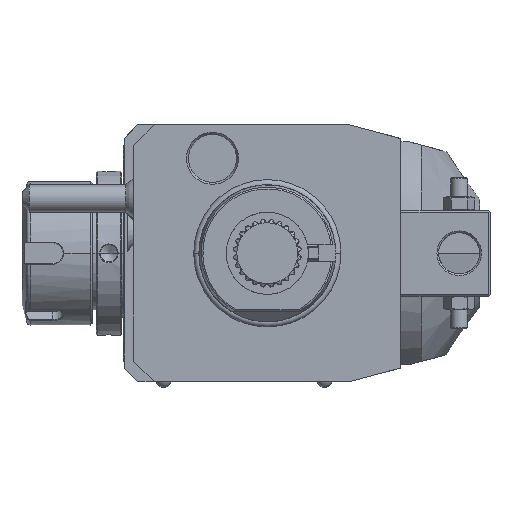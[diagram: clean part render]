
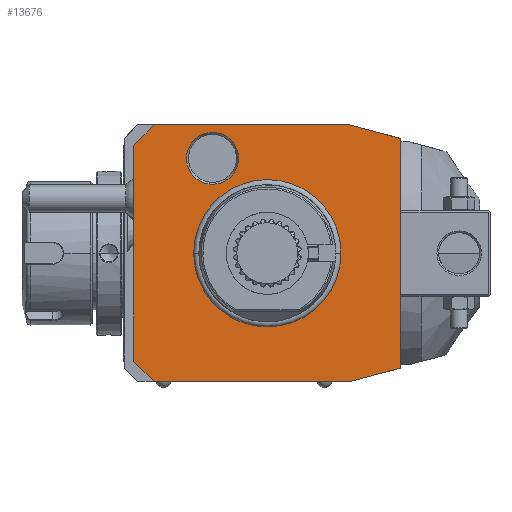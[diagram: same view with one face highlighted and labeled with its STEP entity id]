
A CAD part, front view. The second image highlights one B-rep face of the part: STEP entity #13676.
In plain terms, the highlighted planar face has unit normal (0, -1, 0).
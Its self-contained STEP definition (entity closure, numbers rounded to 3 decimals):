
#1=DIRECTION('',(-0.966,0.,0.259));
#2=VECTOR('',#1,15.529);
#3=CARTESIAN_POINT('',(39.,0.,33.481));
#4=LINE('',#3,#2);
#5=DIRECTION('',(0.,0.,1.));
#6=VECTOR('',#5,66.962);
#7=CARTESIAN_POINT('',(39.,0.,-33.481));
#8=LINE('',#7,#6);
#9=DIRECTION('',(0.966,0.,0.259));
#10=VECTOR('',#9,15.529);
#11=CARTESIAN_POINT('',(24.,0.,-37.5));
#12=LINE('',#11,#10);
#13=DIRECTION('',(1.,0.,0.));
#14=VECTOR('',#13,57.);
#15=CARTESIAN_POINT('',(-33.,0.,-37.5));
#16=LINE('',#15,#14);
#17=DIRECTION('',(0.707,0.,-0.707));
#18=VECTOR('',#17,8.485);
#19=CARTESIAN_POINT('',(-39.,0.,-31.5));
#20=LINE('',#19,#18);
#21=DIRECTION('',(0.,0.,-1.));
#22=VECTOR('',#21,63.);
#23=CARTESIAN_POINT('',(-39.,0.,31.5));
#24=LINE('',#23,#22);
#25=DIRECTION('',(-0.707,0.,-0.707));
#26=VECTOR('',#25,8.485);
#27=CARTESIAN_POINT('',(-33.,0.,37.5));
#28=LINE('',#27,#26);
#29=DIRECTION('',(-1.,0.,0.));
#30=VECTOR('',#29,57.);
#31=CARTESIAN_POINT('',(24.,0.,37.5));
#32=LINE('',#31,#30);
#33=CARTESIAN_POINT('',(-16.,0.,27.713));
#34=DIRECTION('',(0.,1.,0.));
#35=DIRECTION('',(1.,0.,0.));
#36=AXIS2_PLACEMENT_3D('',#33,#34,#35);
#38=CARTESIAN_POINT('',(-16.,0.,27.713));
#39=DIRECTION('',(0.,1.,0.));
#40=DIRECTION('',(-1.,0.,0.));
#41=AXIS2_PLACEMENT_3D('',#38,#39,#40);
#7461=CARTESIAN_POINT('',(0.,0.,0.));
#7462=DIRECTION('',(0.,1.,0.));
#7463=DIRECTION('',(-1.,0.,0.));
#7464=AXIS2_PLACEMENT_3D('',#7461,#7462,#7463);
#7466=CARTESIAN_POINT('',(0.,0.,0.));
#7467=DIRECTION('',(0.,1.,0.));
#7468=DIRECTION('',(1.,0.,0.));
#7469=AXIS2_PLACEMENT_3D('',#7466,#7467,#7468);
#12296=CARTESIAN_POINT('',(-8.423,0.,27.713));
#12297=CARTESIAN_POINT('',(-23.577,0.,27.713));
#12298=VERTEX_POINT('',#12296);
#12299=VERTEX_POINT('',#12297);
#13255=CARTESIAN_POINT('',(39.,0.,33.481));
#13256=CARTESIAN_POINT('',(24.,0.,37.5));
#13257=VERTEX_POINT('',#13255);
#13258=VERTEX_POINT('',#13256);
#13259=CARTESIAN_POINT('',(-33.,0.,37.5));
#13260=VERTEX_POINT('',#13259);
#13261=CARTESIAN_POINT('',(-39.,0.,31.5));
#13262=VERTEX_POINT('',#13261);
#13263=CARTESIAN_POINT('',(-39.,0.,-31.5));
#13264=VERTEX_POINT('',#13263);
#13265=CARTESIAN_POINT('',(-33.,0.,-37.5));
#13266=VERTEX_POINT('',#13265);
#13267=CARTESIAN_POINT('',(24.,0.,-37.5));
#13268=VERTEX_POINT('',#13267);
#13269=CARTESIAN_POINT('',(39.,0.,-33.481));
#13270=VERTEX_POINT('',#13269);
#13531=CARTESIAN_POINT('',(-21.137,0.,0.));
#13532=CARTESIAN_POINT('',(21.137,0.,0.));
#13533=VERTEX_POINT('',#13531);
#13534=VERTEX_POINT('',#13532);
#13641=CARTESIAN_POINT('',(0.,0.,0.));
#13642=DIRECTION('',(0.,-1.,0.));
#13643=DIRECTION('',(-1.,0.,0.));
#13644=AXIS2_PLACEMENT_3D('',#13641,#13642,#13643);
#13645=PLANE('',#13644);
#13647=ORIENTED_EDGE('',*,*,#13646,.F.);
#13649=ORIENTED_EDGE('',*,*,#13648,.F.);
#13651=ORIENTED_EDGE('',*,*,#13650,.F.);
#13653=ORIENTED_EDGE('',*,*,#13652,.F.);
#13655=ORIENTED_EDGE('',*,*,#13654,.F.);
#13657=ORIENTED_EDGE('',*,*,#13656,.F.);
#13659=ORIENTED_EDGE('',*,*,#13658,.F.);
#13661=ORIENTED_EDGE('',*,*,#13660,.F.);
#13662=EDGE_LOOP('',(#13647,#13649,#13651,#13653,#13655,#13657,#13659,#13661));
#13663=FACE_OUTER_BOUND('',#13662,.F.);
#13665=ORIENTED_EDGE('',*,*,#13664,.F.);
#13667=ORIENTED_EDGE('',*,*,#13666,.F.);
#13668=EDGE_LOOP('',(#13665,#13667));
#13669=FACE_BOUND('',#13668,.F.);
#13671=ORIENTED_EDGE('',*,*,#13670,.F.);
#13673=ORIENTED_EDGE('',*,*,#13672,.F.);
#13674=EDGE_LOOP('',(#13671,#13673));
#13675=FACE_BOUND('',#13674,.F.);
#37=CIRCLE('',#36,7.577);
#42=CIRCLE('',#41,7.577);
#7465=CIRCLE('',#7464,21.137);
#7470=CIRCLE('',#7469,21.137);
#13646=EDGE_CURVE('',#13257,#13258,#4,.T.);
#13648=EDGE_CURVE('',#13270,#13257,#8,.T.);
#13650=EDGE_CURVE('',#13268,#13270,#12,.T.);
#13652=EDGE_CURVE('',#13266,#13268,#16,.T.);
#13654=EDGE_CURVE('',#13264,#13266,#20,.T.);
#13656=EDGE_CURVE('',#13262,#13264,#24,.T.);
#13658=EDGE_CURVE('',#13260,#13262,#28,.T.);
#13660=EDGE_CURVE('',#13258,#13260,#32,.T.);
#13664=EDGE_CURVE('',#13533,#13534,#7465,.T.);
#13666=EDGE_CURVE('',#13534,#13533,#7470,.T.);
#13670=EDGE_CURVE('',#12298,#12299,#37,.T.);
#13672=EDGE_CURVE('',#12299,#12298,#42,.T.);
#13676=ADVANCED_FACE('',(#13663,#13669,#13675),#13645,.T.);
